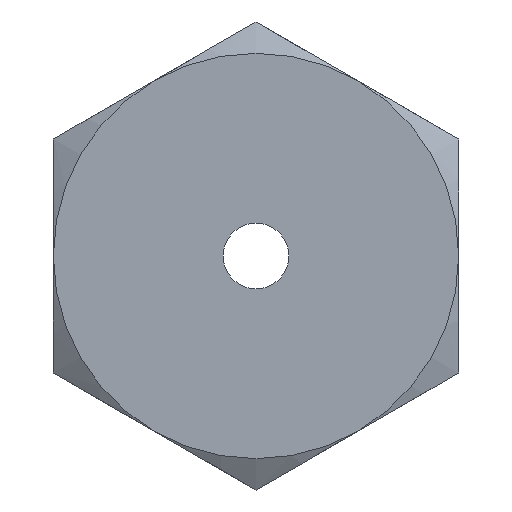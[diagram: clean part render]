
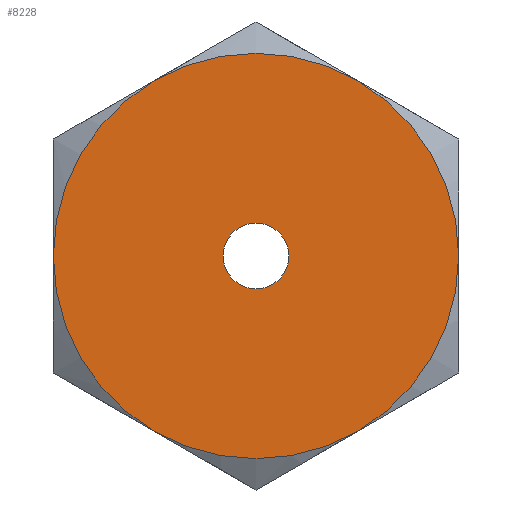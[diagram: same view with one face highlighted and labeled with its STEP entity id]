
A CAD part, left-side view. The second image highlights one B-rep face of the part: STEP entity #8228.
In plain terms, the highlighted planar face has unit normal (-1, 0, 0).
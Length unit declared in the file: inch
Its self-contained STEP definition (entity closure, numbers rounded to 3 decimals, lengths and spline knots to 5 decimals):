
#3451=CARTESIAN_POINT('',(-0.09,0.06175,
-0.10695));
#3466=CARTESIAN_POINT('',(-0.09,0.1235,
0.));
#3495=CARTESIAN_POINT('',(-0.09,0.06175,
0.10695));
#3510=CARTESIAN_POINT('',(-0.09,0.,0.));
#3511=DIRECTION('',(-1.,0.,0.));
#3512=DIRECTION('',(0.,1.,0.));
#3513=AXIS2_PLACEMENT_3D('',#3510,#3511,#3512);
#3515=CARTESIAN_POINT('',(-0.09,0.,0.));
#3516=DIRECTION('',(-1.,0.,0.));
#3517=DIRECTION('',(0.,0.5,0.866));
#3518=AXIS2_PLACEMENT_3D('',#3515,#3516,#3517);
#3520=CARTESIAN_POINT('',(-0.09,0.,0.));
#3521=DIRECTION('',(-1.,0.,0.));
#3522=DIRECTION('',(0.,-0.5,0.866));
#3523=AXIS2_PLACEMENT_3D('',#3520,#3521,#3522);
#3525=CARTESIAN_POINT('',(-0.09,0.,0.));
#3526=DIRECTION('',(-1.,0.,0.));
#3527=DIRECTION('',(0.,-1.,0.));
#3528=AXIS2_PLACEMENT_3D('',#3525,#3526,#3527);
#3530=CARTESIAN_POINT('',(-0.09,0.,0.));
#3531=DIRECTION('',(-1.,0.,0.));
#3532=DIRECTION('',(0.,-0.5,-0.866));
#3533=AXIS2_PLACEMENT_3D('',#3530,#3531,#3532);
#3535=CARTESIAN_POINT('',(-0.09,0.,0.));
#3536=DIRECTION('',(-1.,0.,0.));
#3537=DIRECTION('',(0.,0.5,-0.866));
#3538=AXIS2_PLACEMENT_3D('',#3535,#3536,#3537);
#3540=CARTESIAN_POINT('',(-0.09,0.,0.));
#3541=DIRECTION('',(1.,0.,0.));
#3542=DIRECTION('',(0.,-1.,0.));
#3543=AXIS2_PLACEMENT_3D('',#3540,#3541,#3542);
#3545=CARTESIAN_POINT('',(-0.09,0.,0.));
#3546=DIRECTION('',(1.,0.,0.));
#3547=DIRECTION('',(0.,1.,0.));
#3548=AXIS2_PLACEMENT_3D('',#3545,#3546,#3547);
#3565=CARTESIAN_POINT('',(-0.09,-0.06175,
0.10695));
#3587=CARTESIAN_POINT('',(-0.09,-0.1235,
0.));
#3609=CARTESIAN_POINT('',(-0.09,-0.06175,
-0.10695));
#3785=VERTEX_POINT('',#3451);
#3787=VERTEX_POINT('',#3466);
#3790=VERTEX_POINT('',#3495);
#3792=VERTEX_POINT('',#3565);
#3794=VERTEX_POINT('',#3587);
#3795=VERTEX_POINT('',#3609);
#3800=CARTESIAN_POINT('',(-0.09,-0.02,0.));
#3801=CARTESIAN_POINT('',(-0.09,0.02,0.));
#3802=VERTEX_POINT('',#3800);
#3803=VERTEX_POINT('',#3801);
#8209=CARTESIAN_POINT('',(-0.09,0.,0.));
#8210=DIRECTION('',(1.,0.,0.));
#8211=DIRECTION('',(0.,1.,0.));
#8212=AXIS2_PLACEMENT_3D('',#8209,#8210,#8211);
#8213=PLANE('',#8212);
#8214=ORIENTED_EDGE('',*,*,#8107,.F.);
#8215=ORIENTED_EDGE('',*,*,#8177,.F.);
#8216=ORIENTED_EDGE('',*,*,#8190,.F.);
#8217=ORIENTED_EDGE('',*,*,#8204,.F.);
#8218=ORIENTED_EDGE('',*,*,#8134,.F.);
#8219=ORIENTED_EDGE('',*,*,#8118,.F.);
#8220=EDGE_LOOP('',(#8214,#8215,#8216,#8217,#8218,#8219));
#8221=FACE_OUTER_BOUND('',#8220,.F.);
#8223=ORIENTED_EDGE('',*,*,#8222,.F.);
#8225=ORIENTED_EDGE('',*,*,#8224,.F.);
#8226=EDGE_LOOP('',(#8223,#8225));
#8227=FACE_BOUND('',#8226,.F.);
#3514=CIRCLE('',#3513,0.1235);
#3519=CIRCLE('',#3518,0.1235);
#3524=CIRCLE('',#3523,0.1235);
#3529=CIRCLE('',#3528,0.1235);
#3534=CIRCLE('',#3533,0.1235);
#3539=CIRCLE('',#3538,0.1235);
#3544=CIRCLE('',#3543,0.02);
#3549=CIRCLE('',#3548,0.02);
#8107=EDGE_CURVE('',#3787,#3785,#3514,.T.);
#8118=EDGE_CURVE('',#3785,#3795,#3539,.T.);
#8134=EDGE_CURVE('',#3795,#3794,#3534,.T.);
#8177=EDGE_CURVE('',#3790,#3787,#3519,.T.);
#8190=EDGE_CURVE('',#3792,#3790,#3524,.T.);
#8204=EDGE_CURVE('',#3794,#3792,#3529,.T.);
#8222=EDGE_CURVE('',#3802,#3803,#3544,.T.);
#8224=EDGE_CURVE('',#3803,#3802,#3549,.T.);
#8228=ADVANCED_FACE('',(#8221,#8227),#8213,.F.);
